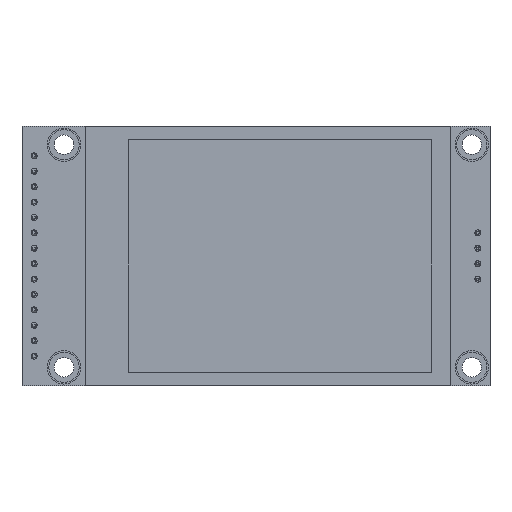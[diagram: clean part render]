
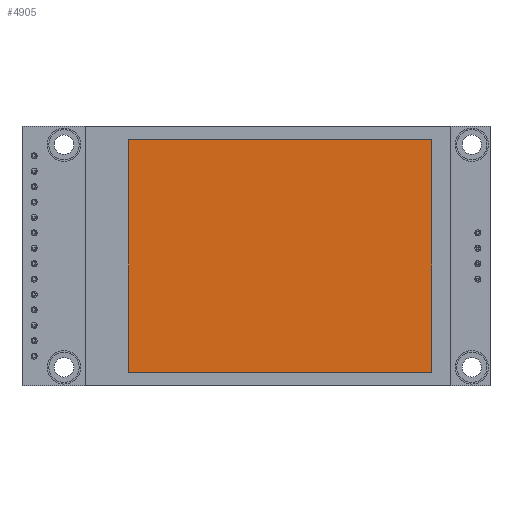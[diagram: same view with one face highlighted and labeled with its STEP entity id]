
A CAD part, top view. The second image highlights one B-rep face of the part: STEP entity #4905.
In plain terms, the highlighted planar face has unit normal (0, 0, 1).
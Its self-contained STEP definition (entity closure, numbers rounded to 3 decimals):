
#679=FACE_OUTER_BOUND('',#1001,.T.);
#1001=EDGE_LOOP('',(#4399,#4400,#4401,#4402));
#1545=LINE('',#8190,#2081);
#1548=LINE('',#8196,#2084);
#1551=LINE('',#8202,#2087);
#1554=LINE('',#8206,#2090);
#2081=VECTOR('',#6401,10.);
#2084=VECTOR('',#6406,10.);
#2087=VECTOR('',#6411,10.);
#2090=VECTOR('',#6416,10.);
#2501=VERTEX_POINT('',#8187);
#2502=VERTEX_POINT('',#8189);
#2504=VERTEX_POINT('',#8195);
#2506=VERTEX_POINT('',#8201);
#3133=EDGE_CURVE('',#2502,#2501,#1545,.T.);
#3136=EDGE_CURVE('',#2504,#2502,#1548,.T.);
#3139=EDGE_CURVE('',#2506,#2504,#1551,.T.);
#3142=EDGE_CURVE('',#2501,#2506,#1554,.T.);
#4399=ORIENTED_EDGE('',*,*,#3142,.T.);
#4400=ORIENTED_EDGE('',*,*,#3139,.T.);
#4401=ORIENTED_EDGE('',*,*,#3136,.T.);
#4402=ORIENTED_EDGE('',*,*,#3133,.T.);
#4652=PLANE('',#5274);
#4905=ADVANCED_FACE('',(#679),#4652,.T.);
#5274=AXIS2_PLACEMENT_3D('',#8207,#6417,#6418);
#6401=DIRECTION('',(1.,0.,0.));
#6406=DIRECTION('',(0.,-1.,0.));
#6411=DIRECTION('',(-1.,0.,0.));
#6416=DIRECTION('',(0.,1.,0.));
#6417=DIRECTION('center_axis',(0.,0.,1.));
#6418=DIRECTION('ref_axis',(1.,0.,0.));
#8187=CARTESIAN_POINT('',(31.464,-18.586,6.));
#8189=CARTESIAN_POINT('',(-18.536,-18.586,6.));
#8190=CARTESIAN_POINT('',(31.464,-18.586,6.));
#8195=CARTESIAN_POINT('',(-18.536,19.814,6.));
#8196=CARTESIAN_POINT('',(-18.536,-18.586,6.));
#8201=CARTESIAN_POINT('',(31.464,19.814,6.));
#8202=CARTESIAN_POINT('',(-18.536,19.814,6.));
#8206=CARTESIAN_POINT('',(31.464,19.814,6.));
#8207=CARTESIAN_POINT('Origin',(6.464,0.614,6.));
